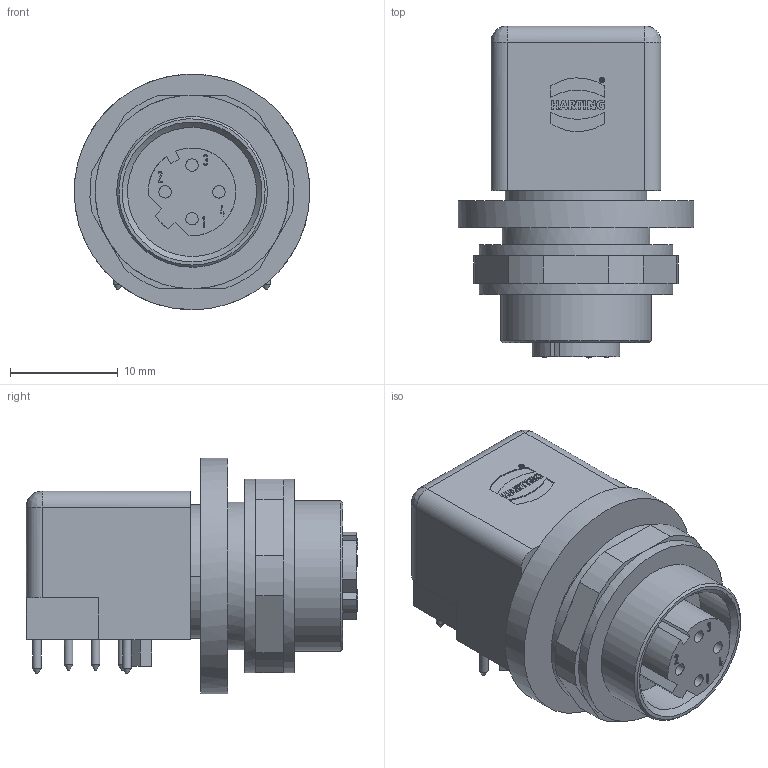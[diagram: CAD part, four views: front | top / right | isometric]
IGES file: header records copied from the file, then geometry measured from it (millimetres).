
Start section: HARTING HARTING HARTING HARTING HARTING HARTING HARTING HARTING HARTING This Document is valid for Parts No. 21 03 381 4430
Global section: file name: MD_21033814430_R413143.igs; preprocessor: I-DEAS 3D IGES Translator 10; author: ITIS-3; organization: HARTING KGaA, D-32339 Espelkamp; date: 20080207.130346; units: millimetre
Bounding box: 21.9 x 30.85 x 21.88 mm (x, y, z)
Volume: 6059.3 mm3; surface area: 3518.2 mm2
Topology: 1 solids, 1 shells, 277 faces, 677 edges, 440 vertices
Faces by surface type: bspline 277
